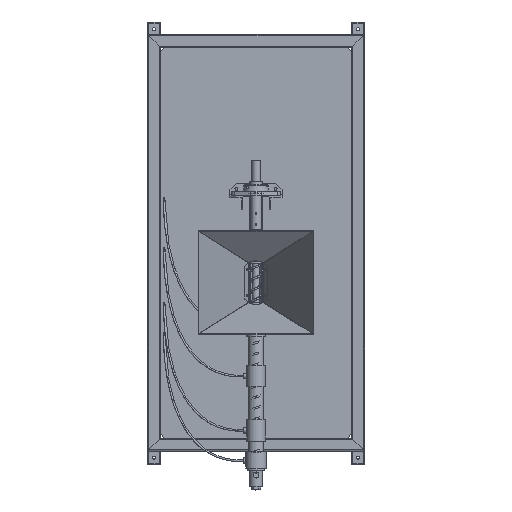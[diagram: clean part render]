
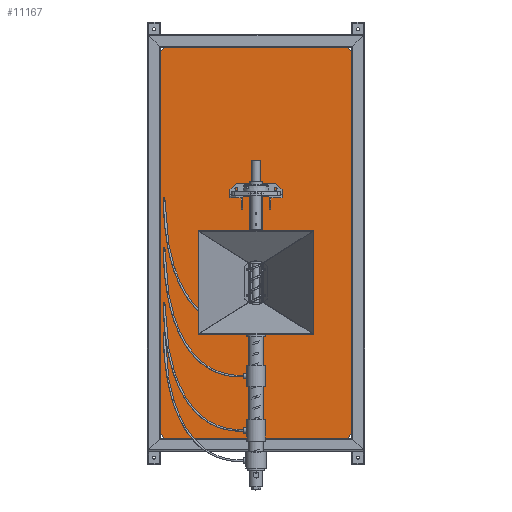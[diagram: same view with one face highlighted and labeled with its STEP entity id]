
A CAD part, top view. The second image highlights one B-rep face of the part: STEP entity #11167.
In plain terms, the highlighted planar face has unit normal (0, 0, 1).
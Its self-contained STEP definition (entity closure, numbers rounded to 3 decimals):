
#1989=LINE('',#35456,#2735);
#1991=LINE('',#35460,#2737);
#1994=LINE('',#35466,#2740);
#1995=LINE('',#35468,#2741);
#1996=LINE('',#35470,#2742);
#1997=LINE('',#35472,#2743);
#1998=LINE('',#35474,#2744);
#1999=LINE('',#35475,#2745);
#2735=VECTOR('',#13972,1.);
#2737=VECTOR('',#13976,1.);
#2740=VECTOR('',#13981,1.);
#2741=VECTOR('',#13982,1.);
#2742=VECTOR('',#13983,1.);
#2743=VECTOR('',#13984,1.);
#2744=VECTOR('',#13985,1.);
#2745=VECTOR('',#13986,1.);
#3266=PLANE('',#12014);
#3825=FACE_OUTER_BOUND('',#4638,.T.);
#4638=EDGE_LOOP('',(#9445,#9446,#9447,#9448,#9449,#9450,#9451,#9452));
#5757=VERTEX_POINT('',#35453);
#5758=VERTEX_POINT('',#35455);
#5759=VERTEX_POINT('',#35459);
#5761=VERTEX_POINT('',#35465);
#5762=VERTEX_POINT('',#35467);
#5763=VERTEX_POINT('',#35469);
#5764=VERTEX_POINT('',#35471);
#5765=VERTEX_POINT('',#35473);
#7078=EDGE_CURVE('',#5757,#5758,#1989,.T.);
#7080=EDGE_CURVE('',#5758,#5759,#1991,.F.);
#7083=EDGE_CURVE('',#5761,#5757,#1994,.F.);
#7084=EDGE_CURVE('',#5762,#5761,#1995,.T.);
#7085=EDGE_CURVE('',#5762,#5763,#1996,.T.);
#7086=EDGE_CURVE('',#5764,#5763,#1997,.T.);
#7087=EDGE_CURVE('',#5765,#5764,#1998,.F.);
#7088=EDGE_CURVE('',#5759,#5765,#1999,.T.);
#9445=ORIENTED_EDGE('',*,*,#7078,.F.);
#9446=ORIENTED_EDGE('',*,*,#7083,.F.);
#9447=ORIENTED_EDGE('',*,*,#7084,.F.);
#9448=ORIENTED_EDGE('',*,*,#7085,.T.);
#9449=ORIENTED_EDGE('',*,*,#7086,.F.);
#9450=ORIENTED_EDGE('',*,*,#7087,.F.);
#9451=ORIENTED_EDGE('',*,*,#7088,.F.);
#9452=ORIENTED_EDGE('',*,*,#7080,.F.);
#11167=ADVANCED_FACE('',(#3825),#3266,.F.);
#12014=AXIS2_PLACEMENT_3D('',#35464,#13979,#13980);
#13972=DIRECTION('',(0.707,0.707,0.));
#13976=DIRECTION('',(-1.,0.,0.));
#13979=DIRECTION('center_axis',(0.,0.,-1.));
#13980=DIRECTION('ref_axis',(1.,0.,0.));
#13981=DIRECTION('',(0.,-1.,0.));
#13982=DIRECTION('',(-0.707,0.707,0.));
#13983=DIRECTION('',(1.,0.,0.));
#13984=DIRECTION('',(-0.707,-0.707,0.));
#13985=DIRECTION('',(0.,1.,0.));
#13986=DIRECTION('',(0.707,-0.707,0.));
#35453=CARTESIAN_POINT('',(-22.,88.,-6.5));
#35455=CARTESIAN_POINT('',(-21.,89.,-6.5));
#35456=CARTESIAN_POINT('',(-29.675,80.325,-6.5));
#35459=CARTESIAN_POINT('',(21.,89.,-6.5));
#35460=CARTESIAN_POINT('',(-2.875,89.,-6.5));
#35464=CARTESIAN_POINT('Origin',(0.,34.3,-6.5));
#35465=CARTESIAN_POINT('',(-22.,0.,-6.5));
#35466=CARTESIAN_POINT('',(-22.,19.15,-6.5));
#35467=CARTESIAN_POINT('',(-21.,-1.,-6.5));
#35468=CARTESIAN_POINT('',(-24.825,2.825,-6.5));
#35469=CARTESIAN_POINT('',(21.,-1.,-6.5));
#35470=CARTESIAN_POINT('',(2.875,-1.,-6.5));
#35471=CARTESIAN_POINT('',(22.,0.,-6.5));
#35472=CARTESIAN_POINT('',(24.825,2.825,-6.5));
#35473=CARTESIAN_POINT('',(22.,88.,-6.5));
#35474=CARTESIAN_POINT('',(22.,49.55,-6.5));
#35475=CARTESIAN_POINT('',(29.675,80.325,-6.5));
